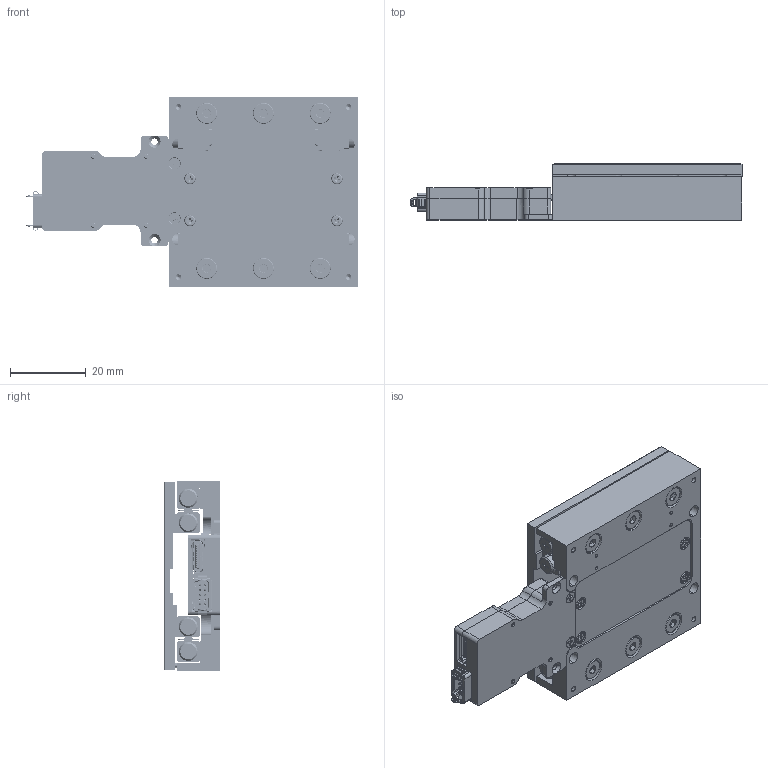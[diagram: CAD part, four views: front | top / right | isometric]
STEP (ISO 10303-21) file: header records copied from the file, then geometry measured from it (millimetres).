
FILE_DESCRIPTION (( 'STEP AP214' ), '1' );
FILE_NAME ('PPS-50-31500-I.STEP', '2023-06-14T23:55:04', ( '' ), ( '' ), 'SwSTEP 2.0', 'SolidWorks 2023', '' );
FILE_SCHEMA (( 'AUTOMOTIVE_DESIGN' ));
Length unit declared in the file: millimetre
Products named in the file (24): 92010A779_MS-PFH, M-DIN, M1.6x0.35x4mm_92010A779; 410179 Integrated Controller to Faulhaber PCBA_Demo; Cable Connector; PPS-50 Demo Cavity Cover; Cage, Slide Way, NB, SV2000_SV 2045-8Z; PPS-50-31500-I; g125-mv11005l1_Straight Solder, 10 Pin, Male with Latches; PPS-50LM, Carriage_Master Part_50; 130325 Bearing, Slide Way, NB, SV2000_SV 2045; SCREW, MS-PPH, M-JCIS_M1.2 x 0.25 x 3mm; PPS-50LM, Base_Master Part_L50; DF52-3P-0.8C_3Pin Motor Mating Connector; 431752 Integrated Controller Base; Screw, SHCS-L, M-DIN_M3 x 0.5 x 08mm; SCREW, MS-PPH, M-JCIS_M1 x 0.25 x 2mm; 410178-A Integrated Controller to Faulhaber PCB_Top5; SCREW, MS-PPH, M-JCIS_M2.5 x 0.45 x 6mm; 92010A783_Passivated 18-8 Stainless Steel Phillips Flat Head Screw (1)_92010A783; SCREW, MS-PPH, M-JCIS_M2 x 0.4 x 3mm; 410178 Integrated Controller to Faulhaber PCB; SM10B-SURS-TF; USB4525-03-A_Mid Mount USB Type C Connector _Reverse Clipped; DF52-3S-0.8H_3Pin Motor Connector; 431753 Integrated Controller, Cover
Assembly tree (46 placements, depth 3):
  PPS-50-31500-I
    PPS-50LM, Base_Master Part_L50
    PPS-50LM, Carriage_Master Part_50
    130325 Bearing, Slide Way, NB, SV2000_SV 2045  x4
    Cage, Slide Way, NB, SV2000_SV 2045-8Z  x2
    SCREW, MS-PPH, M-JCIS_M1.2 x 0.25 x 3mm
    SCREW, MS-PPH, M-JCIS_M2.5 x 0.45 x 6mm  x6
    Screw, SHCS-L, M-DIN_M3 x 0.5 x 08mm  x6
    PPS-50 Demo Cavity Cover
    SCREW, MS-PPH, M-JCIS_M2 x 0.4 x 3mm  x4
    410179 Integrated Controller to Faulhaber PCBA_Demo
      431752 Integrated Controller Base
      431753 Integrated Controller, Cover
      Cable Connector
      DF52-3P-0.8C_3Pin Motor Mating Connector
      SCREW, MS-PPH, M-JCIS_M1 x 0.25 x 2mm  x4
      92010A783_Passivated 18-8 Stainless Steel Phillips Flat Head Screw (1)_92010A783  x4
      410178 Integrated Controller to Faulhaber PCB
      g125-mv11005l1_Straight Solder, 10 Pin, Male with Latches
      USB4525-03-A_Mid Mount USB Type C Connector _Reverse Clipped
      SM10B-SURS-TF
      DF52-3S-0.8H_3Pin Motor Connector
    92010A779_MS-PFH, M-DIN, M1.6x0.35x4mm_92010A779  x2
  410178-A Integrated Controller to Faulhaber PCB_Top5
Bounding box: 87.78 x 15 x 50 mm (x, y, z)
Volume: 26132.8 mm3; surface area: 30477.9 mm2
Topology: 59 solids, 61 shells, 4905 faces, 12751 edges, 7993 vertices
Faces by surface type: plane 2236, cylinder 1263, bspline 810, torus 420, cone 176
Entity records: 154791 total; most frequent: CARTESIAN_POINT 61631, ORIENTED_EDGE 20488, DIRECTION 17885, EDGE_CURVE 10244, VERTEX_POINT 6411, AXIS2_PLACEMENT_3D 6217, VECTOR 5451, LINE 5451
